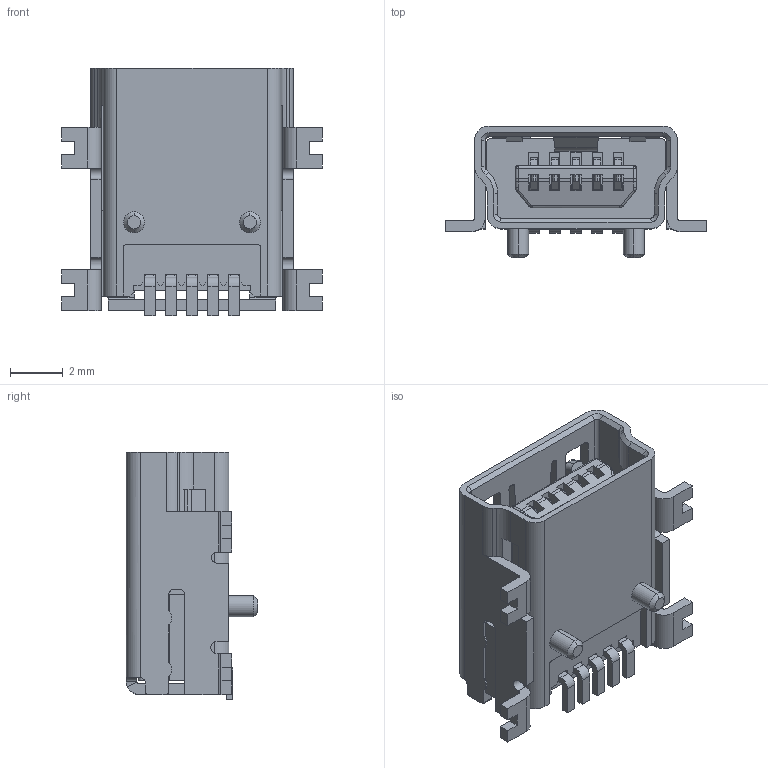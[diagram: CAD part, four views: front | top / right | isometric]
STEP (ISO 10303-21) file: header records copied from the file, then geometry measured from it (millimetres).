
FILE_DESCRIPTION (( 'STEP AP214' ), '1' );
FILE_NAME ('FCI USB 10033526-N3212LF.STEP', '2015-11-29T07:14:35', ( '' ), ( '' ), 'SwSTEP 2.0', 'SolidWorks 2015', '' );
FILE_SCHEMA (( 'AUTOMOTIVE_DESIGN' ));
Length unit declared in the file: millimetre
Products named in the file (1): FCI USB 10033526-N3212LF
Bounding box: 9.9 x 5 x 9.4 mm (x, y, z)
Surface area: 699.9 mm2 (no closed solid volume)
Topology: 0 solids, 5 shells, 909 faces, 2600 edges, 1658 vertices
Faces by surface type: plane 602, cylinder 232, bspline 63, cone 10, torus 2
Entity records: 36541 total; most frequent: CARTESIAN_POINT 8089, ORIENTED_EDGE 5190, DIRECTION 4526, EDGE_CURVE 2600, VECTOR 2036, LINE 2036, VERTEX_POINT 1658, AXIS2_PLACEMENT_3D 1245
